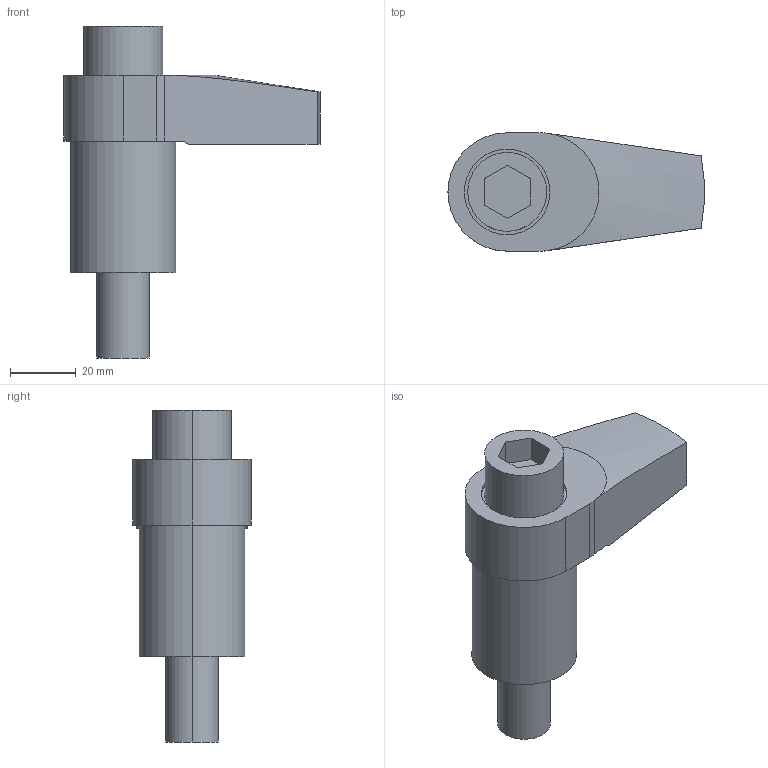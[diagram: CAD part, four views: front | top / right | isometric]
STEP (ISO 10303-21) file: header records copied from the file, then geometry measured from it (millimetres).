
FILE_DESCRIPTION (( 'STEP AP203' ), '1' );
FILE_NAME ('bj130-16060.STEP', '2021-10-25T01:09:22', ( '' ), ( '' ), 'SwSTEP 2.0', 'SolidWorks 2020', '' );
FILE_SCHEMA (( 'CONFIG_CONTROL_DESIGN' ));
Length unit declared in the file: millimetre
Products named in the file (3): bj130-16060_01; bj130-16060_02; bj130-16060
Assembly tree (2 placements, depth 2):
  bj130-16060
    bj130-16060_01
    bj130-16060_02
Bounding box: 77.89 x 36 x 101 mm (x, y, z)
Volume: 84735.4 mm3; surface area: 22111.2 mm2
Topology: 2 solids, 2 shells, 36 faces, 82 edges, 54 vertices
Faces by surface type: plane 19, cylinder 15, cone 2
Entity records: 1357 total; most frequent: CARTESIAN_POINT 213, DIRECTION 191, ORIENTED_EDGE 164, EDGE_CURVE 82, AXIS2_PLACEMENT_3D 73, VERTEX_POINT 54, VECTOR 45, LINE 45
